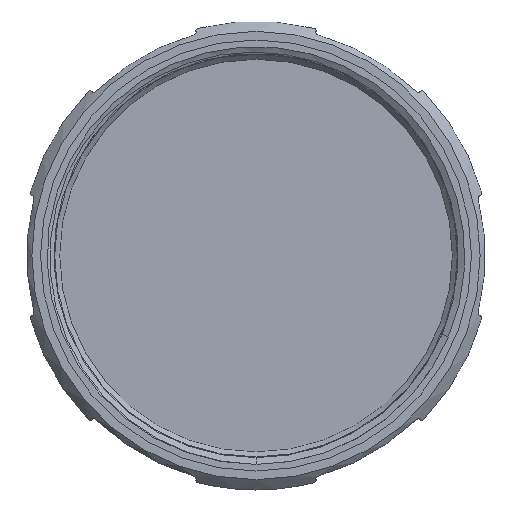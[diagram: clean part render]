
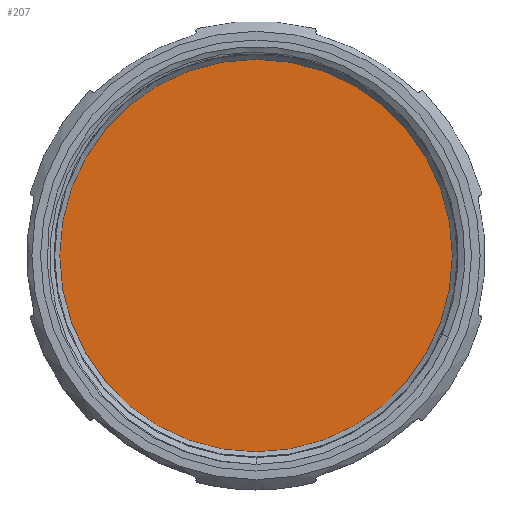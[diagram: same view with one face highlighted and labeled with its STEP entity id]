
A CAD part, top view. The second image highlights one B-rep face of the part: STEP entity #207.
In plain terms, the highlighted planar face has unit normal (0, 0, 1).
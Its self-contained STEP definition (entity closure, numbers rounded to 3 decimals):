
#56 = VERTEX_POINT('',#57);
#57 = CARTESIAN_POINT('',(0.,-38.524,-1.));
#63 = EDGE_CURVE('',#56,#56,#64,.T.);
#64 = CIRCLE('',#65,38.524);
#65 = AXIS2_PLACEMENT_3D('',#66,#67,#68);
#66 = CARTESIAN_POINT('',(0.,0.,-1.));
#67 = DIRECTION('',(0.,0.,1.));
#68 = DIRECTION('',(0.,-1.,0.));
#207 = ADVANCED_FACE('',(#208),#211,.F.);
#208 = FACE_BOUND('',#209,.T.);
#209 = EDGE_LOOP('',(#210));
#210 = ORIENTED_EDGE('',*,*,#63,.T.);
#211 = PLANE('',#212);
#212 = AXIS2_PLACEMENT_3D('',#213,#214,#215);
#213 = CARTESIAN_POINT('',(0.,0.,-1.));
#214 = DIRECTION('',(0.,0.,-1.));
#215 = DIRECTION('',(0.,1.,0.));
